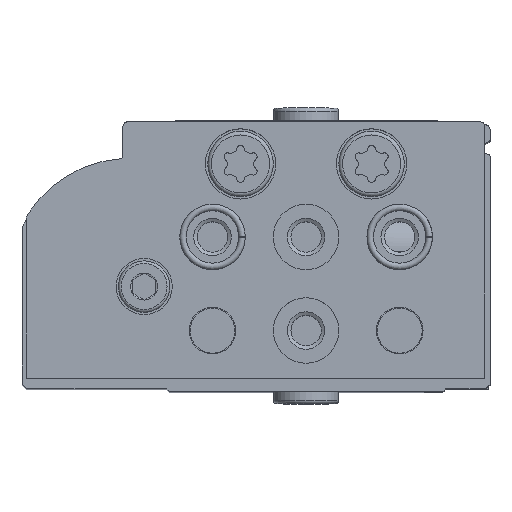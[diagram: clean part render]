
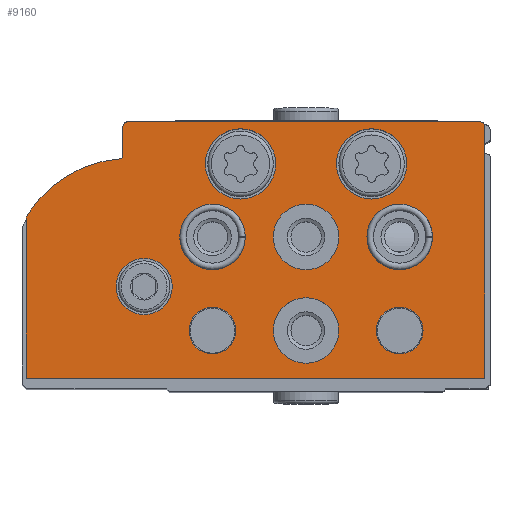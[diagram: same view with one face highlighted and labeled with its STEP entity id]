
A CAD part, top view. The second image highlights one B-rep face of the part: STEP entity #9160.
In plain terms, the highlighted face is planar.
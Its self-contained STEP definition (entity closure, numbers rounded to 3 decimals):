
#267=PLANE('',#10332);
#784=CIRCLE('',#10318,0.5);
#785=CIRCLE('',#10323,1.);
#786=CIRCLE('',#10325,13.);
#787=CIRCLE('',#10327,0.3);
#788=CIRCLE('',#10330,0.5);
#789=CIRCLE('',#10333,3.);
#790=CIRCLE('',#10334,3.75);
#791=CIRCLE('',#10335,3.75);
#792=CIRCLE('',#10336,3.5);
#793=CIRCLE('',#10337,3.5);
#794=CIRCLE('',#10338,3.5);
#795=CIRCLE('',#10339,3.5);
#796=CIRCLE('',#10340,2.5);
#797=CIRCLE('',#10341,2.5);
#1473=LINE('',#15728,#2127);
#1475=LINE('',#15732,#2129);
#1477=LINE('',#15736,#2131);
#1482=LINE('',#15752,#2136);
#1485=LINE('',#15760,#2139);
#2127=VECTOR('',#12712,1000.);
#2129=VECTOR('',#12716,1000.);
#2131=VECTOR('',#12720,1000.);
#2136=VECTOR('',#12739,1000.);
#2139=VECTOR('',#12748,1000.);
#4027=ORIENTED_EDGE('',*,*,#5721,.T.);
#4028=ORIENTED_EDGE('',*,*,#5722,.T.);
#4029=ORIENTED_EDGE('',*,*,#5723,.T.);
#4030=ORIENTED_EDGE('',*,*,#5724,.T.);
#4031=ORIENTED_EDGE('',*,*,#5725,.T.);
#4032=ORIENTED_EDGE('',*,*,#5726,.T.);
#4033=ORIENTED_EDGE('',*,*,#5727,.T.);
#4034=ORIENTED_EDGE('',*,*,#5728,.T.);
#4035=ORIENTED_EDGE('',*,*,#5729,.T.);
#4036=ORIENTED_EDGE('',*,*,#5700,.F.);
#4037=ORIENTED_EDGE('',*,*,#5719,.F.);
#4038=ORIENTED_EDGE('',*,*,#5717,.F.);
#4039=ORIENTED_EDGE('',*,*,#5715,.F.);
#4040=ORIENTED_EDGE('',*,*,#5713,.T.);
#4041=ORIENTED_EDGE('',*,*,#5711,.F.);
#4042=ORIENTED_EDGE('',*,*,#5709,.F.);
#4043=ORIENTED_EDGE('',*,*,#5707,.F.);
#4044=ORIENTED_EDGE('',*,*,#5705,.F.);
#4045=ORIENTED_EDGE('',*,*,#5703,.F.);
#5700=EDGE_CURVE('',#6722,#6723,#784,.T.);
#5703=EDGE_CURVE('',#6723,#6724,#1473,.T.);
#5705=EDGE_CURVE('',#6724,#6725,#1475,.T.);
#5707=EDGE_CURVE('',#6725,#6726,#1477,.T.);
#5709=EDGE_CURVE('',#6726,#6727,#785,.T.);
#5711=EDGE_CURVE('',#6727,#6728,#786,.T.);
#5713=EDGE_CURVE('',#6729,#6728,#787,.T.);
#5715=EDGE_CURVE('',#6729,#6730,#1482,.T.);
#5717=EDGE_CURVE('',#6730,#6731,#788,.T.);
#5719=EDGE_CURVE('',#6731,#6722,#1485,.T.);
#5721=EDGE_CURVE('',#6732,#6732,#789,.T.);
#5722=EDGE_CURVE('',#6733,#6733,#790,.T.);
#5723=EDGE_CURVE('',#6734,#6734,#791,.T.);
#5724=EDGE_CURVE('',#6735,#6735,#792,.T.);
#5725=EDGE_CURVE('',#6736,#6736,#793,.T.);
#5726=EDGE_CURVE('',#6737,#6737,#794,.T.);
#5727=EDGE_CURVE('',#6738,#6738,#795,.T.);
#5728=EDGE_CURVE('',#6739,#6739,#796,.T.);
#5729=EDGE_CURVE('',#6740,#6740,#797,.T.);
#6722=VERTEX_POINT('',#15723);
#6723=VERTEX_POINT('',#15724);
#6724=VERTEX_POINT('',#15729);
#6725=VERTEX_POINT('',#15733);
#6726=VERTEX_POINT('',#15737);
#6727=VERTEX_POINT('',#15741);
#6728=VERTEX_POINT('',#15745);
#6729=VERTEX_POINT('',#15749);
#6730=VERTEX_POINT('',#15753);
#6731=VERTEX_POINT('',#15757);
#6732=VERTEX_POINT('',#15764);
#6733=VERTEX_POINT('',#15766);
#6734=VERTEX_POINT('',#15768);
#6735=VERTEX_POINT('',#15770);
#6736=VERTEX_POINT('',#15772);
#6737=VERTEX_POINT('',#15774);
#6738=VERTEX_POINT('',#15776);
#6739=VERTEX_POINT('',#15778);
#6740=VERTEX_POINT('',#15780);
#7457=EDGE_LOOP('',(#4027));
#7458=EDGE_LOOP('',(#4028));
#7459=EDGE_LOOP('',(#4029));
#7460=EDGE_LOOP('',(#4030));
#7461=EDGE_LOOP('',(#4031));
#7462=EDGE_LOOP('',(#4032));
#7463=EDGE_LOOP('',(#4033));
#7464=EDGE_LOOP('',(#4034));
#7465=EDGE_LOOP('',(#4035));
#7466=EDGE_LOOP('',(#4036,#4037,#4038,#4039,#4040,#4041,#4042,#4043,#4044,
#4045));
#8254=FACE_BOUND('',#7457,.T.);
#8255=FACE_BOUND('',#7458,.T.);
#8256=FACE_BOUND('',#7459,.T.);
#8257=FACE_BOUND('',#7460,.T.);
#8258=FACE_BOUND('',#7461,.T.);
#8259=FACE_BOUND('',#7462,.T.);
#8260=FACE_BOUND('',#7463,.T.);
#8261=FACE_BOUND('',#7464,.T.);
#8262=FACE_BOUND('',#7465,.T.);
#8263=FACE_BOUND('',#7466,.T.);
#9160=ADVANCED_FACE('',(#8254,#8255,#8256,#8257,#8258,#8259,#8260,#8261,
#8262,#8263),#267,.F.);
#10318=AXIS2_PLACEMENT_3D('',#15722,#12706,#12707);
#10323=AXIS2_PLACEMENT_3D('',#15740,#12724,#12725);
#10325=AXIS2_PLACEMENT_3D('',#15744,#12729,#12730);
#10327=AXIS2_PLACEMENT_3D('',#15748,#12734,#12735);
#10330=AXIS2_PLACEMENT_3D('',#15756,#12743,#12744);
#10332=AXIS2_PLACEMENT_3D('',#15762,#12750,#12751);
#10333=AXIS2_PLACEMENT_3D('',#15763,#12752,#12753);
#10334=AXIS2_PLACEMENT_3D('',#15765,#12754,#12755);
#10335=AXIS2_PLACEMENT_3D('',#15767,#12756,#12757);
#10336=AXIS2_PLACEMENT_3D('',#15769,#12758,#12759);
#10337=AXIS2_PLACEMENT_3D('',#15771,#12760,#12761);
#10338=AXIS2_PLACEMENT_3D('',#15773,#12762,#12763);
#10339=AXIS2_PLACEMENT_3D('',#15775,#12764,#12765);
#10340=AXIS2_PLACEMENT_3D('',#15777,#12766,#12767);
#10341=AXIS2_PLACEMENT_3D('',#15779,#12768,#12769);
#12706=DIRECTION('',(0.,0.,1.));
#12707=DIRECTION('',(1.,0.,0.));
#12712=DIRECTION('',(0.,-1.,0.));
#12716=DIRECTION('',(1.,0.,0.));
#12720=DIRECTION('',(0.,1.,0.));
#12724=DIRECTION('',(0.,0.,1.));
#12725=DIRECTION('',(1.,0.,0.));
#12729=DIRECTION('',(0.,0.,1.));
#12730=DIRECTION('',(1.,0.,0.));
#12734=DIRECTION('',(0.,0.,1.));
#12735=DIRECTION('',(1.,0.,0.));
#12739=DIRECTION('',(0.,1.,0.));
#12743=DIRECTION('',(0.,0.,1.));
#12744=DIRECTION('',(1.,0.,0.));
#12748=DIRECTION('',(-1.,0.,0.));
#12750=DIRECTION('',(0.,0.,1.));
#12751=DIRECTION('',(1.,0.,0.));
#12752=DIRECTION('',(0.,0.,1.));
#12753=DIRECTION('',(1.,0.,0.));
#12754=DIRECTION('',(0.,0.,1.));
#12755=DIRECTION('',(1.,0.,0.));
#12756=DIRECTION('',(0.,0.,1.));
#12757=DIRECTION('',(1.,0.,0.));
#12758=DIRECTION('',(0.,0.,1.));
#12759=DIRECTION('',(1.,0.,0.));
#12760=DIRECTION('',(0.,0.,1.));
#12761=DIRECTION('',(1.,0.,0.));
#12762=DIRECTION('',(0.,0.,1.));
#12763=DIRECTION('',(1.,0.,0.));
#12764=DIRECTION('',(0.,0.,1.));
#12765=DIRECTION('',(1.,0.,0.));
#12766=DIRECTION('',(0.,0.,1.));
#12767=DIRECTION('',(1.,0.,0.));
#12768=DIRECTION('',(0.,0.,1.));
#12769=DIRECTION('',(1.,0.,0.));
#15722=CARTESIAN_POINT('',(0.5,26.9,0.));
#15723=CARTESIAN_POINT('',(0.5,27.4,0.));
#15724=CARTESIAN_POINT('',(0.,26.9,0.));
#15728=CARTESIAN_POINT('',(0.,26.9,0.));
#15729=CARTESIAN_POINT('',(0.,0.,0.));
#15732=CARTESIAN_POINT('',(0.,0.,0.));
#15733=CARTESIAN_POINT('',(49.,0.,0.));
#15736=CARTESIAN_POINT('',(49.,0.,0.));
#15737=CARTESIAN_POINT('',(49.,16.98,0.));
#15740=CARTESIAN_POINT('',(48.,16.98,0.));
#15741=CARTESIAN_POINT('',(48.842,17.52,0.));
#15744=CARTESIAN_POINT('',(37.9,10.5,0.));
#15745=CARTESIAN_POINT('',(38.936,23.459,0.));
#15748=CARTESIAN_POINT('',(38.96,23.758,0.));
#15749=CARTESIAN_POINT('',(38.66,23.758,0.));
#15752=CARTESIAN_POINT('',(38.66,23.758,0.));
#15753=CARTESIAN_POINT('',(38.66,26.9,0.));
#15756=CARTESIAN_POINT('',(38.16,26.9,0.));
#15757=CARTESIAN_POINT('',(38.16,27.4,0.));
#15760=CARTESIAN_POINT('',(38.16,27.4,0.));
#15762=CARTESIAN_POINT('',(0.5,26.9,0.));
#15763=CARTESIAN_POINT('',(36.4,9.8,0.));
#15764=CARTESIAN_POINT('',(39.4,9.8,0.));
#15765=CARTESIAN_POINT('',(26.1,22.9,0.));
#15766=CARTESIAN_POINT('',(29.85,22.9,0.));
#15767=CARTESIAN_POINT('',(12.1,22.9,0.));
#15768=CARTESIAN_POINT('',(15.85,22.9,0.));
#15769=CARTESIAN_POINT('',(29.1,15.1,0.));
#15770=CARTESIAN_POINT('',(32.6,15.1,0.));
#15771=CARTESIAN_POINT('',(19.1,15.1,0.));
#15772=CARTESIAN_POINT('',(22.6,15.1,0.));
#15773=CARTESIAN_POINT('',(9.1,15.1,0.));
#15774=CARTESIAN_POINT('',(12.6,15.1,0.));
#15775=CARTESIAN_POINT('',(19.1,5.1,0.));
#15776=CARTESIAN_POINT('',(22.6,5.1,0.));
#15777=CARTESIAN_POINT('',(29.1,5.1,0.));
#15778=CARTESIAN_POINT('',(31.6,5.1,0.));
#15779=CARTESIAN_POINT('',(9.1,5.1,0.));
#15780=CARTESIAN_POINT('',(11.6,5.1,0.));
